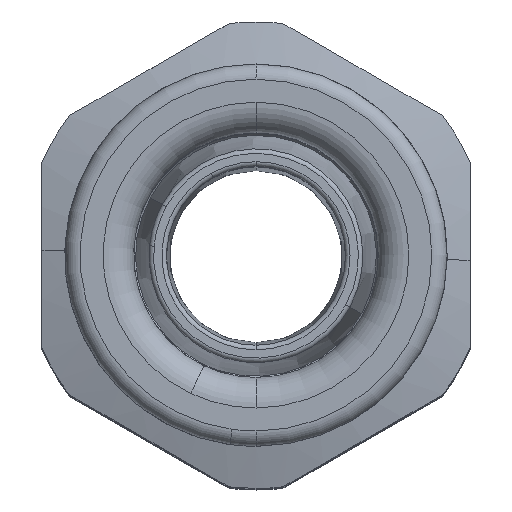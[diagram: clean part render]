
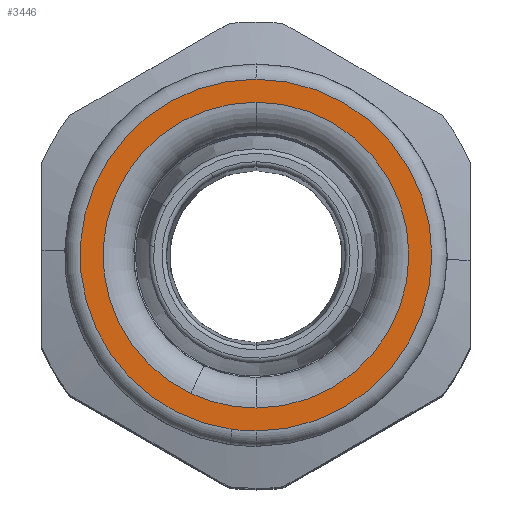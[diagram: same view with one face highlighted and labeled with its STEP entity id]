
A CAD part, top view. The second image highlights one B-rep face of the part: STEP entity #3446.
In plain terms, the highlighted planar face has unit normal (0, 0, 1).
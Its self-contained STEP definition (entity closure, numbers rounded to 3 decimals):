
#3287=AXIS2_PLACEMENT_3D('Circle Axis2P3D',#3285,#3286,$) ;
#3304=AXIS2_PLACEMENT_3D('Circle Axis2P3D',#3302,#3303,$) ;
#3328=AXIS2_PLACEMENT_3D('Circle Axis2P3D',#3326,#3327,$) ;
#3413=AXIS2_PLACEMENT_3D('Plane Axis2P3D',#3410,#3411,#3412) ;
#3422=AXIS2_PLACEMENT_3D('Circle Axis2P3D',#3420,#3421,$) ;
#3431=AXIS2_PLACEMENT_3D('Circle Axis2P3D',#3429,#3430,$) ;
#3438=AXIS2_PLACEMENT_3D('Circle Axis2P3D',#3436,#3437,$) ;
#3275=CARTESIAN_POINT('Vertex',(12.434,3.857,78.4)) ;
#3282=CARTESIAN_POINT('Vertex',(14.,3.75,78.4)) ;
#3285=CARTESIAN_POINT('Axis2P3D Location',(14.,15.25,78.4)) ;
#3302=CARTESIAN_POINT('Axis2P3D Location',(14.,15.25,78.4)) ;
#3306=CARTESIAN_POINT('Vertex',(14.,26.75,78.4)) ;
#3326=CARTESIAN_POINT('Axis2P3D Location',(14.,15.25,78.4)) ;
#3410=CARTESIAN_POINT('Axis2P3D Location',(14.,15.25,78.4)) ;
#3420=CARTESIAN_POINT('Axis2P3D Location',(14.,15.25,78.4)) ;
#3424=CARTESIAN_POINT('Vertex',(9.735,6.205,78.4)) ;
#3426=CARTESIAN_POINT('Vertex',(14.,5.25,78.4)) ;
#3429=CARTESIAN_POINT('Axis2P3D Location',(14.,15.25,78.4)) ;
#3433=CARTESIAN_POINT('Vertex',(14.,25.25,78.4)) ;
#3436=CARTESIAN_POINT('Axis2P3D Location',(14.,15.25,78.4)) ;
#3286=DIRECTION('Axis2P3D Direction',(0.,0.,1.)) ;
#3303=DIRECTION('Axis2P3D Direction',(0.,0.,1.)) ;
#3327=DIRECTION('Axis2P3D Direction',(0.,0.,1.)) ;
#3411=DIRECTION('Axis2P3D Direction',(0.,0.,1.)) ;
#3412=DIRECTION('Axis2P3D XDirection',(0.,-1.,0.)) ;
#3421=DIRECTION('Axis2P3D Direction',(0.,0.,1.)) ;
#3430=DIRECTION('Axis2P3D Direction',(0.,0.,1.)) ;
#3437=DIRECTION('Axis2P3D Direction',(0.,0.,1.)) ;
#3416=ORIENTED_EDGE('',*,*,#3330,.T.) ;
#3417=ORIENTED_EDGE('',*,*,#3308,.T.) ;
#3418=ORIENTED_EDGE('',*,*,#3289,.T.) ;
#3442=ORIENTED_EDGE('',*,*,#3428,.F.) ;
#3443=ORIENTED_EDGE('',*,*,#3435,.F.) ;
#3444=ORIENTED_EDGE('',*,*,#3440,.F.) ;
#3445=FACE_BOUND('',#3441,.T.) ;
#3446=ADVANCED_FACE('PartBody',(#3419,#3445),#3414,.T.) ;
#3288=CIRCLE('generated circle',#3287,11.5) ;
#3305=CIRCLE('generated circle',#3304,11.5) ;
#3329=CIRCLE('generated circle',#3328,11.5) ;
#3423=CIRCLE('generated circle',#3422,10.) ;
#3432=CIRCLE('generated circle',#3431,10.) ;
#3439=CIRCLE('generated circle',#3438,10.) ;
#3289=EDGE_CURVE('',#3276,#3283,#3288,.T.) ;
#3308=EDGE_CURVE('',#3307,#3276,#3305,.T.) ;
#3330=EDGE_CURVE('',#3283,#3307,#3329,.T.) ;
#3428=EDGE_CURVE('',#3425,#3427,#3423,.T.) ;
#3435=EDGE_CURVE('',#3434,#3425,#3432,.T.) ;
#3440=EDGE_CURVE('',#3427,#3434,#3439,.T.) ;
#3415=EDGE_LOOP('',(#3416,#3417,#3418)) ;
#3441=EDGE_LOOP('',(#3442,#3443,#3444)) ;
#3419=FACE_OUTER_BOUND('',#3415,.T.) ;
#3414=PLANE('',#3413) ;
#3276=VERTEX_POINT('',#3275) ;
#3283=VERTEX_POINT('',#3282) ;
#3307=VERTEX_POINT('',#3306) ;
#3425=VERTEX_POINT('',#3424) ;
#3427=VERTEX_POINT('',#3426) ;
#3434=VERTEX_POINT('',#3433) ;
